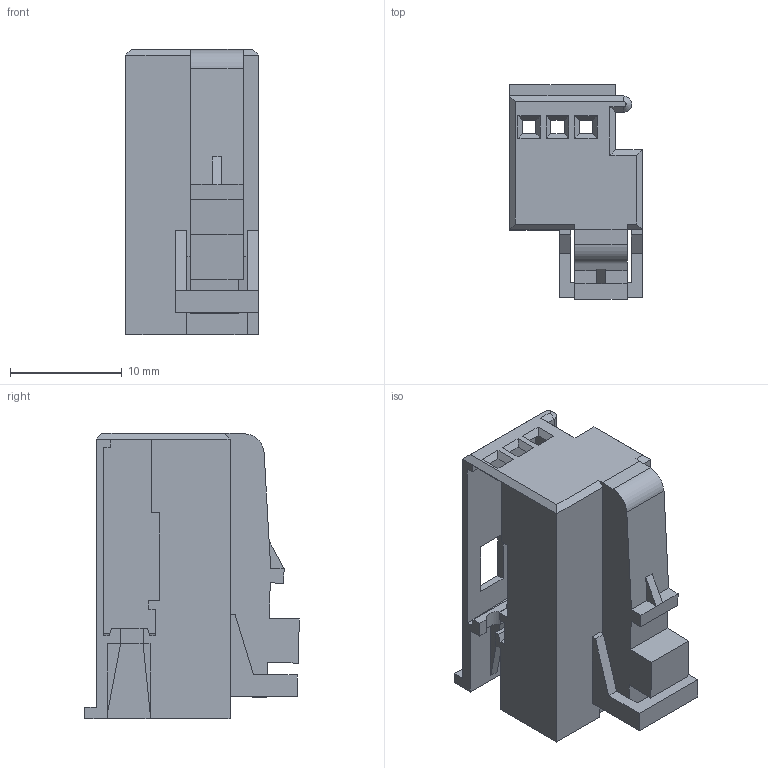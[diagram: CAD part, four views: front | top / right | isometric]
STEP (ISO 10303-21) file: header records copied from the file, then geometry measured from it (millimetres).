
FILE_DESCRIPTION(/* description */ (''),/* implementation_level */ '2;1');
FILE_NAME(/* name */ '13643521-ENV10_01-CONN.stp',/* time_stamp */ '2023-06-25T13:43:16+08:00',/* author */ (''),/* organization */ (''),/* preprocessor_version */ 'ST-DEVELOPER v16',/* originating_system */ 'SIEMENS PLM Software NX 11.0',/* authorisation */ '');
FILE_SCHEMA (('AUTOMOTIVE_DESIGN { 1 0 10303 214 3 1 1 1 }'));
Length unit declared in the file: millimetre
Products named in the file (1): 13643521-ENV10_01-CONN
Bounding box: 11.85 x 19.2 x 25.5 mm (x, y, z)
Volume: 2865.8 mm3; surface area: 2405.8 mm2
Topology: 1 solids, 1 shells, 125 faces, 353 edges, 228 vertices
Faces by surface type: plane 119, cylinder 5, cone 1
Entity records: 3986 total; most frequent: CARTESIAN_POINT 707, ORIENTED_EDGE 706, DIRECTION 616, EDGE_CURVE 353, LINE 342, VECTOR 342, VERTEX_POINT 228, AXIS2_PLACEMENT_3D 137
